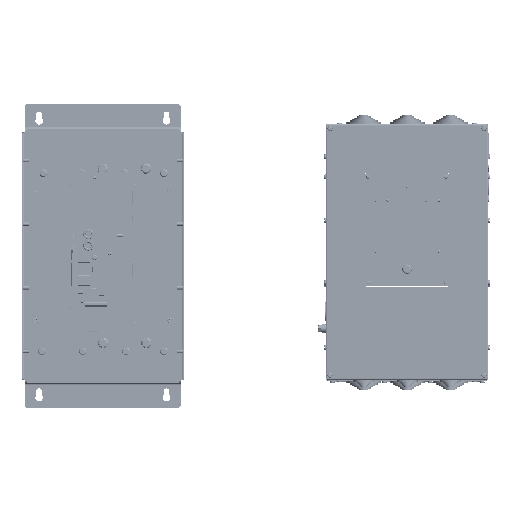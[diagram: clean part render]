
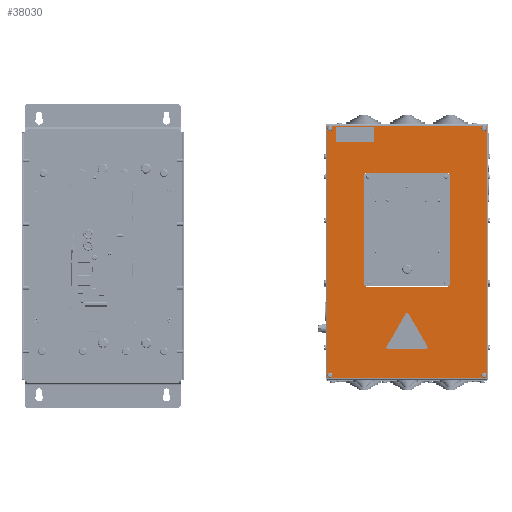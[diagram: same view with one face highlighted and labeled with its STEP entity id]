
A CAD part, top view. The second image highlights one B-rep face of the part: STEP entity #38030.
In plain terms, the highlighted planar face has unit normal (0, 0, 1).
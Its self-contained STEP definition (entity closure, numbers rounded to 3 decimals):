
#38030=ADVANCED_FACE('',(#65951,#65953,#65955,#65957,#65959,#65961),#65963,.T.);
#65951=FACE_BOUND('',#65952,.T.);
#65952=EDGE_LOOP('',(#107028,#107029,#107030,#107031));
#65953=FACE_BOUND('',#65954,.T.);
#65954=EDGE_LOOP('',(#107032,#107033,#107034,#107035,#107036,#107037,#107038,#107039));
#65955=FACE_BOUND('',#65956,.T.);
#65956=EDGE_LOOP('',(#107040));
#65957=FACE_BOUND('',#65958,.T.);
#65958=EDGE_LOOP('',(#107041));
#65959=FACE_BOUND('',#65960,.T.);
#65960=EDGE_LOOP('',(#107042));
#65961=FACE_BOUND('',#65962,.T.);
#65962=EDGE_LOOP('',(#107043));
#65963=PLANE('',#65964);
#65964=AXIS2_PLACEMENT_3D('',#65965,#65966,#65967);
#65965=CARTESIAN_POINT('',(473.599,604.408,329.72));
#65966=DIRECTION('',(0.,0.,1.));
#65967=DIRECTION('',(1.,0.,0.));
#107028=ORIENTED_EDGE('',*,*,#129065,.T.);
#107029=ORIENTED_EDGE('',*,*,#129066,.T.);
#107030=ORIENTED_EDGE('',*,*,#129067,.T.);
#107031=ORIENTED_EDGE('',*,*,#129068,.T.);
#107032=ORIENTED_EDGE('',*,*,#129009,.T.);
#107033=ORIENTED_EDGE('',*,*,#129024,.T.);
#107034=ORIENTED_EDGE('',*,*,#129022,.T.);
#107035=ORIENTED_EDGE('',*,*,#129020,.T.);
#107036=ORIENTED_EDGE('',*,*,#129018,.T.);
#107037=ORIENTED_EDGE('',*,*,#129016,.T.);
#107038=ORIENTED_EDGE('',*,*,#129014,.T.);
#107039=ORIENTED_EDGE('',*,*,#129012,.T.);
#107040=ORIENTED_EDGE('',*,*,#129008,.T.);
#107041=ORIENTED_EDGE('',*,*,#129007,.T.);
#107042=ORIENTED_EDGE('',*,*,#129006,.T.);
#107043=ORIENTED_EDGE('',*,*,#129005,.T.);
#129005=EDGE_CURVE('',#153648,#153648,#153649,.F.);
#129006=EDGE_CURVE('',#153650,#153650,#153651,.F.);
#129007=EDGE_CURVE('',#153652,#153652,#153653,.F.);
#129008=EDGE_CURVE('',#153654,#153654,#153655,.F.);
#129009=EDGE_CURVE('',#153656,#153657,#153658,.F.);
#129012=EDGE_CURVE('',#153661,#153656,#153662,.F.);
#129014=EDGE_CURVE('',#153664,#153661,#153665,.F.);
#129016=EDGE_CURVE('',#153667,#153664,#153668,.F.);
#129018=EDGE_CURVE('',#153670,#153667,#153671,.F.);
#129020=EDGE_CURVE('',#153673,#153670,#153674,.F.);
#129022=EDGE_CURVE('',#153676,#153673,#153677,.F.);
#129024=EDGE_CURVE('',#153657,#153676,#153679,.F.);
#129065=EDGE_CURVE('',#153689,#153695,#153748,.T.);
#129066=EDGE_CURVE('',#153695,#153725,#153749,.T.);
#129067=EDGE_CURVE('',#153725,#153711,#153750,.T.);
#129068=EDGE_CURVE('',#153711,#153689,#153751,.T.);
#153648=VERTEX_POINT('',#198538);
#153649=CIRCLE('',#198539,2.5);
#153650=VERTEX_POINT('',#198543);
#153651=CIRCLE('',#198544,2.5);
#153652=VERTEX_POINT('',#198548);
#153653=CIRCLE('',#198549,2.5);
#153654=VERTEX_POINT('',#198553);
#153655=CIRCLE('',#198554,2.5);
#153656=VERTEX_POINT('',#198558);
#153657=VERTEX_POINT('',#198559);
#153658=CIRCLE('',#198560,5.);
#153661=VERTEX_POINT('',#198570);
#153662=LINE('',#198571,#198572);
#153664=VERTEX_POINT('',#198577);
#153665=CIRCLE('',#198578,5.);
#153667=VERTEX_POINT('',#198585);
#153668=LINE('',#198586,#198587);
#153670=VERTEX_POINT('',#198592);
#153671=CIRCLE('',#198593,5.);
#153673=VERTEX_POINT('',#198600);
#153674=LINE('',#198601,#198602);
#153676=VERTEX_POINT('',#198607);
#153677=CIRCLE('',#198608,5.);
#153679=LINE('',#198615,#198616);
#153689=VERTEX_POINT('',#198637);
#153695=VERTEX_POINT('',#198650);
#153711=VERTEX_POINT('',#198688);
#153725=VERTEX_POINT('',#198719);
#153748=LINE('',#198774,#198775);
#153749=LINE('',#198777,#198778);
#153750=LINE('',#198780,#198781);
#153751=LINE('',#198783,#198784);
#198538=CARTESIAN_POINT('',(725.099,209.408,329.72));
#198539=AXIS2_PLACEMENT_3D('',#198540,#198541,#198542);
#198540=CARTESIAN_POINT('',(722.599,209.408,329.72));
#198541=DIRECTION('',(0.,0.,1.));
#198542=DIRECTION('',(1.,0.,0.));
#198543=CARTESIAN_POINT('',(725.099,597.408,329.72));
#198544=AXIS2_PLACEMENT_3D('',#198545,#198546,#198547);
#198545=CARTESIAN_POINT('',(722.599,597.408,329.72));
#198546=DIRECTION('',(0.,0.,1.));
#198547=DIRECTION('',(1.,0.,0.));
#198548=CARTESIAN_POINT('',(483.099,209.408,329.72));
#198549=AXIS2_PLACEMENT_3D('',#198550,#198551,#198552);
#198550=CARTESIAN_POINT('',(480.599,209.408,329.72));
#198551=DIRECTION('',(0.,0.,1.));
#198552=DIRECTION('',(1.,0.,0.));
#198553=CARTESIAN_POINT('',(478.099,597.408,329.72));
#198554=AXIS2_PLACEMENT_3D('',#198555,#198556,#198557);
#198555=CARTESIAN_POINT('',(480.599,597.408,329.72));
#198556=DIRECTION('',(0.,0.,1.));
#198557=DIRECTION('',(-1.,0.,0.));
#198558=CARTESIAN_POINT('',(669.099,353.908,329.72));
#198559=CARTESIAN_POINT('',(664.099,348.908,329.72));
#198560=AXIS2_PLACEMENT_3D('',#198561,#198562,#198563);
#198561=CARTESIAN_POINT('',(664.099,353.908,329.72));
#198562=DIRECTION('',(0.,0.,1.));
#198563=DIRECTION('',(0.,-1.,0.));
#198570=CARTESIAN_POINT('',(669.099,522.908,329.72));
#198571=CARTESIAN_POINT('',(669.099,353.908,329.72));
#198572=VECTOR('',#198573,1.);
#198573=DIRECTION('',(0.,1.,0.));
#198577=CARTESIAN_POINT('',(664.099,527.908,329.72));
#198578=AXIS2_PLACEMENT_3D('',#198579,#198580,#198581);
#198579=CARTESIAN_POINT('',(664.099,522.908,329.72));
#198580=DIRECTION('',(0.,0.,1.));
#198581=DIRECTION('',(1.,0.,0.));
#198585=CARTESIAN_POINT('',(539.099,527.908,329.72));
#198586=CARTESIAN_POINT('',(664.099,527.908,329.72));
#198587=VECTOR('',#198588,1.);
#198588=DIRECTION('',(-1.,0.,0.));
#198592=CARTESIAN_POINT('',(534.099,522.908,329.72));
#198593=AXIS2_PLACEMENT_3D('',#198594,#198595,#198596);
#198594=CARTESIAN_POINT('',(539.099,522.908,329.72));
#198595=DIRECTION('',(0.,0.,1.));
#198596=DIRECTION('',(0.,1.,0.));
#198600=CARTESIAN_POINT('',(534.099,353.908,329.72));
#198601=CARTESIAN_POINT('',(534.099,522.908,329.72));
#198602=VECTOR('',#198603,1.);
#198603=DIRECTION('',(0.,-1.,0.));
#198607=CARTESIAN_POINT('',(539.099,348.908,329.72));
#198608=AXIS2_PLACEMENT_3D('',#198609,#198610,#198611);
#198609=CARTESIAN_POINT('',(539.099,353.908,329.72));
#198610=DIRECTION('',(0.,0.,1.));
#198611=DIRECTION('',(-1.,0.,0.));
#198615=CARTESIAN_POINT('',(539.099,348.908,329.72));
#198616=VECTOR('',#198617,1.);
#198617=DIRECTION('',(1.,0.,0.));
#198637=CARTESIAN_POINT('',(727.299,204.708,329.72));
#198650=CARTESIAN_POINT('',(727.299,602.108,329.72));
#198688=CARTESIAN_POINT('',(475.899,204.708,329.72));
#198719=CARTESIAN_POINT('',(475.899,602.108,329.72));
#198774=CARTESIAN_POINT('',(727.299,204.708,329.72));
#198775=VECTOR('',#198776,1.);
#198776=DIRECTION('',(0.,1.,0.));
#198777=CARTESIAN_POINT('',(727.299,602.108,329.72));
#198778=VECTOR('',#198779,1.);
#198779=DIRECTION('',(-1.,0.,0.));
#198780=CARTESIAN_POINT('',(475.899,602.108,329.72));
#198781=VECTOR('',#198782,1.);
#198782=DIRECTION('',(0.,-1.,0.));
#198783=CARTESIAN_POINT('',(475.899,204.708,329.72));
#198784=VECTOR('',#198785,1.);
#198785=DIRECTION('',(1.,0.,0.));
